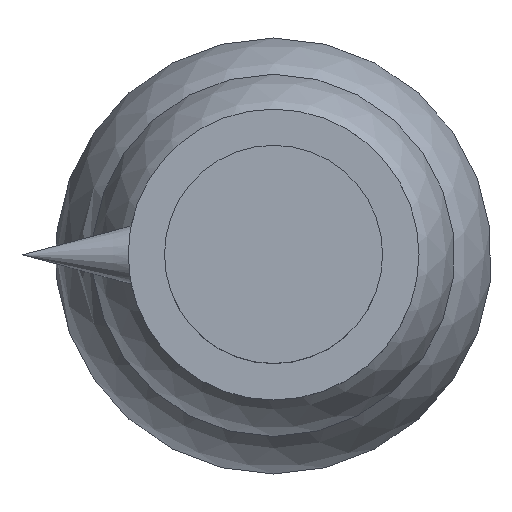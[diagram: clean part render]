
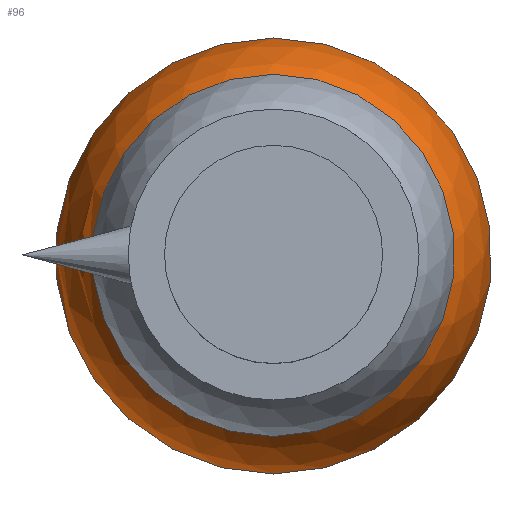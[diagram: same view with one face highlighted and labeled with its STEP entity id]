
A CAD part, top view. The second image highlights one B-rep face of the part: STEP entity #96.
In plain terms, the highlighted spherical face has radius 19.05 mm.
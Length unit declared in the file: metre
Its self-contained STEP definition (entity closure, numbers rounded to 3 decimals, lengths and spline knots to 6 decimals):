
#19=ORIENTED_EDGE('',*,*,#35,.T.);
#35=EDGE_CURVE('',#43,#43,#52,.T.);
#43=VERTEX_POINT('',#174);
#52=CIRCLE('',#119,0.007238);
#60=EDGE_LOOP('',(#19));
#76=FACE_BOUND('',#60,.T.);
#93=SPHERICAL_SURFACE('',#118,0.01905);
#96=ADVANCED_FACE('',(#76),#93,.T.);
#118=AXIS2_PLACEMENT_3D('',#172,#137,#138);
#119=AXIS2_PLACEMENT_3D('',#173,#139,#140);
#137=DIRECTION('',(0.,0.,-1.));
#138=DIRECTION('',(-1.,0.,0.));
#139=DIRECTION('',(0.,0.,-1.));
#140=DIRECTION('',(-1.,0.,0.));
#172=CARTESIAN_POINT('',(0.,0.,0.));
#173=CARTESIAN_POINT('',(0.,0.,0.017621));
#174=CARTESIAN_POINT('',(-0.007238,0.,0.017621));
